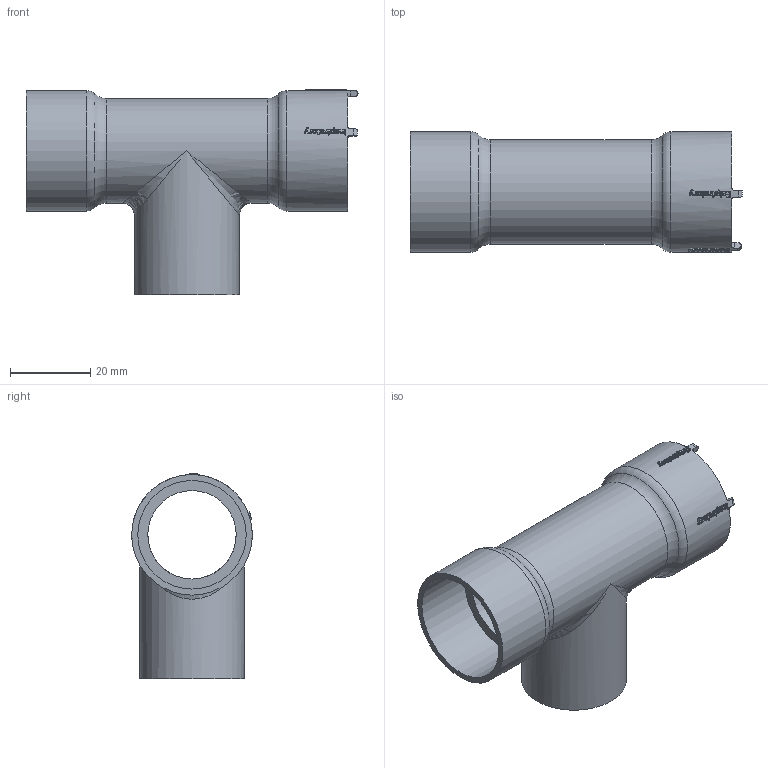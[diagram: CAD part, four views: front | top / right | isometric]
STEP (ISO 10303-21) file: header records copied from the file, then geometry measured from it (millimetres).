
FILE_DESCRIPTION(/* description */ (''),/* implementation_level */ '2;1');
FILE_NAME(/* name */ 'P-TET-000003-0_Tetra_T-joint.step',/* time_stamp */ '2020-08-31T14:09:22-04:00',/* author */ (''),/* organization */ (''),/* preprocessor_version */ 'ST-DEVELOPER v18.1',/* originating_system */ 'Autodesk Translation Framework v9.3.0.1241',/* authorisation */ '');
FILE_SCHEMA (('AUTOMOTIVE_DESIGN { 1 0 10303 214 3 1 1 }'));
Length unit declared in the file: millimetre
Products named in the file (1): P-TET-000003-0
Bounding box: 82.6 x 30 x 51.1 mm (x, y, z)
Volume: 15566.4 mm3; surface area: 16982.3 mm2
Topology: 13 solids, 13 shells, 679 faces, 1933 edges, 1290 vertices
Faces by surface type: bspline 537, plane 119, cylinder 15, torus 8
Full cylindrical faces by diameter (mm): 22 x2, 26 x2, 27 x2, 30 x2
Entity records: 33265 total; most frequent: CARTESIAN_POINT 19293, ORIENTED_EDGE 3854, EDGE_CURVE 1927, VERTEX_POINT 1290, DIRECTION 1176, B_SPLINE_CURVE_WITH_KNOTS 1112, LINE 740, VECTOR 740
